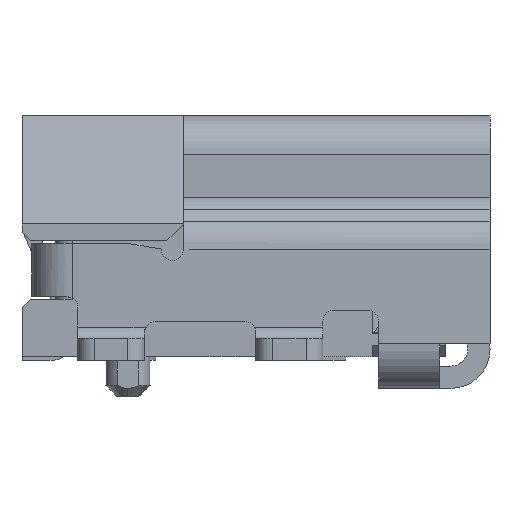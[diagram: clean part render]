
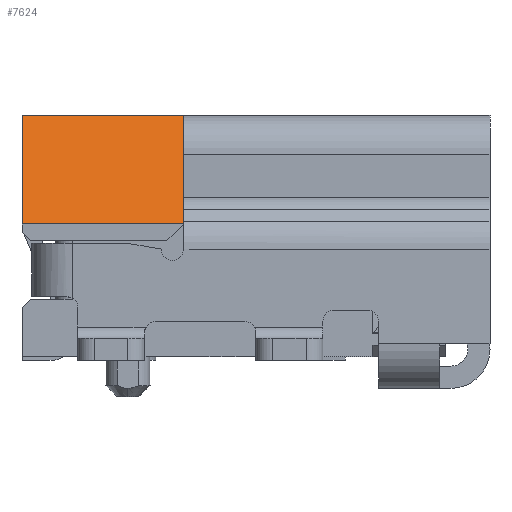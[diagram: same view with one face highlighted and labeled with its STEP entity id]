
A CAD part, left-side view. The second image highlights one B-rep face of the part: STEP entity #7624.
In plain terms, the highlighted planar face has unit normal (-0.937, 0, 0.348).
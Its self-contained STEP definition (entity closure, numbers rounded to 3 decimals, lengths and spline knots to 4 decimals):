
#200 = PLANE('',#201);
#201 = AXIS2_PLACEMENT_3D('',#202,#203,#204);
#202 = CARTESIAN_POINT('',(-4.6215,-1.0061,4.45));
#203 = DIRECTION('',(0.,0.,1.));
#204 = DIRECTION('',(0.,1.,0.));
#744 = PLANE('',#745);
#745 = AXIS2_PLACEMENT_3D('',#746,#747,#748);
#746 = CARTESIAN_POINT('',(-4.6215,1.8939,4.45));
#747 = DIRECTION('',(0.,1.,0.));
#748 = DIRECTION('',(0.,0.,-1.));
#3456 = EDGE_CURVE('',#3457,#3459,#3461,.T.);
#3457 = VERTEX_POINT('',#3458);
#3458 = CARTESIAN_POINT('',(-3.1265,1.8939,4.45));
#3459 = VERTEX_POINT('',#3460);
#3460 = CARTESIAN_POINT('',(-3.8515,1.8939,2.5));
#3461 = SURFACE_CURVE('',#3462,(#3466,#3473),.PCURVE_S1.);
#3462 = LINE('',#3463,#3464);
#3463 = CARTESIAN_POINT('',(-4.7364,1.8939,0.12));
#3464 = VECTOR('',#3465,1.);
#3465 = DIRECTION('',(-0.348,0.,
    -0.937));
#3466 = PCURVE('',#744,#3467);
#3467 = DEFINITIONAL_REPRESENTATION('',(#3468),#3472);
#3468 = LINE('',#3469,#3470);
#3469 = CARTESIAN_POINT('',(4.33,0.115));
#3470 = VECTOR('',#3471,1.);
#3471 = DIRECTION('',(0.937,0.348));
#3472 = ( GEOMETRIC_REPRESENTATION_CONTEXT(2) 
PARAMETRIC_REPRESENTATION_CONTEXT() REPRESENTATION_CONTEXT('2D SPACE',''
  ) );
#3473 = PCURVE('',#3474,#3479);
#3474 = PLANE('',#3475);
#3475 = AXIS2_PLACEMENT_3D('',#3476,#3477,#3478);
#3476 = CARTESIAN_POINT('',(-3.1265,2.6539,4.45));
#3477 = DIRECTION('',(0.937,0.,-0.348
    ));
#3478 = DIRECTION('',(-0.348,0.,
    -0.937));
#3479 = DEFINITIONAL_REPRESENTATION('',(#3480),#3484);
#3480 = LINE('',#3481,#3482);
#3481 = CARTESIAN_POINT('',(4.62,-0.76));
#3482 = VECTOR('',#3483,1.);
#3483 = DIRECTION('',(1.,0.));
#3484 = ( GEOMETRIC_REPRESENTATION_CONTEXT(2) 
PARAMETRIC_REPRESENTATION_CONTEXT() REPRESENTATION_CONTEXT('2D SPACE',''
  ) );
#3545 = PLANE('',#3546);
#3546 = AXIS2_PLACEMENT_3D('',#3547,#3548,#3549);
#3547 = CARTESIAN_POINT('',(-3.8515,-1.0061,0.12));
#3548 = DIRECTION('',(-1.,-0.,0.));
#3549 = DIRECTION('',(0.,1.,0.));
#3993 = VERTEX_POINT('',#3994);
#3994 = CARTESIAN_POINT('',(-3.8515,-1.0061,2.5));
#4020 = EDGE_CURVE('',#3459,#3993,#4021,.T.);
#4021 = SURFACE_CURVE('',#4022,(#4026,#4033),.PCURVE_S1.);
#4022 = LINE('',#4023,#4024);
#4023 = CARTESIAN_POINT('',(-3.8515,-1.161,2.5));
#4024 = VECTOR('',#4025,1.);
#4025 = DIRECTION('',(0.,-1.,0.));
#4026 = PCURVE('',#3545,#4027);
#4027 = DEFINITIONAL_REPRESENTATION('',(#4028),#4032);
#4028 = LINE('',#4029,#4030);
#4029 = CARTESIAN_POINT('',(-0.155,-2.38));
#4030 = VECTOR('',#4031,1.);
#4031 = DIRECTION('',(-1.,0.));
#4032 = ( GEOMETRIC_REPRESENTATION_CONTEXT(2) 
PARAMETRIC_REPRESENTATION_CONTEXT() REPRESENTATION_CONTEXT('2D SPACE',''
  ) );
#4033 = PCURVE('',#3474,#4034);
#4034 = DEFINITIONAL_REPRESENTATION('',(#4035),#4039);
#4035 = LINE('',#4036,#4037);
#4036 = CARTESIAN_POINT('',(2.08,-3.815));
#4037 = VECTOR('',#4038,1.);
#4038 = DIRECTION('',(0.,-1.));
#4039 = ( GEOMETRIC_REPRESENTATION_CONTEXT(2) 
PARAMETRIC_REPRESENTATION_CONTEXT() REPRESENTATION_CONTEXT('2D SPACE',''
  ) );
#6467 = EDGE_CURVE('',#6468,#3457,#6470,.T.);
#6468 = VERTEX_POINT('',#6469);
#6469 = CARTESIAN_POINT('',(-3.1265,-1.0061,4.45));
#6470 = SURFACE_CURVE('',#6471,(#6475,#6482),.PCURVE_S1.);
#6471 = LINE('',#6472,#6473);
#6472 = CARTESIAN_POINT('',(-3.1265,-1.161,4.45));
#6473 = VECTOR('',#6474,1.);
#6474 = DIRECTION('',(0.,1.,0.));
#6475 = PCURVE('',#200,#6476);
#6476 = DEFINITIONAL_REPRESENTATION('',(#6477),#6481);
#6477 = LINE('',#6478,#6479);
#6478 = CARTESIAN_POINT('',(-0.155,-1.495));
#6479 = VECTOR('',#6480,1.);
#6480 = DIRECTION('',(1.,0.));
#6481 = ( GEOMETRIC_REPRESENTATION_CONTEXT(2) 
PARAMETRIC_REPRESENTATION_CONTEXT() REPRESENTATION_CONTEXT('2D SPACE',''
  ) );
#6482 = PCURVE('',#3474,#6483);
#6483 = DEFINITIONAL_REPRESENTATION('',(#6484),#6488);
#6484 = LINE('',#6485,#6486);
#6485 = CARTESIAN_POINT('',(0.,-3.815));
#6486 = VECTOR('',#6487,1.);
#6487 = DIRECTION('',(0.,1.));
#6488 = ( GEOMETRIC_REPRESENTATION_CONTEXT(2) 
PARAMETRIC_REPRESENTATION_CONTEXT() REPRESENTATION_CONTEXT('2D SPACE',''
  ) );
#6506 = PLANE('',#6507);
#6507 = AXIS2_PLACEMENT_3D('',#6508,#6509,#6510);
#6508 = CARTESIAN_POINT('',(-4.6215,-1.0061,0.95));
#6509 = DIRECTION('',(0.,-1.,0.));
#6510 = DIRECTION('',(0.,0.,1.));
#7624 = ADVANCED_FACE('',(#7625),#3474,.F.);
#7625 = FACE_BOUND('',#7626,.T.);
#7626 = EDGE_LOOP('',(#7627,#7628,#7629,#7650));
#7627 = ORIENTED_EDGE('',*,*,#3456,.T.);
#7628 = ORIENTED_EDGE('',*,*,#4020,.T.);
#7629 = ORIENTED_EDGE('',*,*,#7630,.T.);
#7630 = EDGE_CURVE('',#3993,#6468,#7631,.T.);
#7631 = SURFACE_CURVE('',#7632,(#7636,#7643),.PCURVE_S1.);
#7632 = LINE('',#7633,#7634);
#7633 = CARTESIAN_POINT('',(-4.7364,-1.0061,0.12));
#7634 = VECTOR('',#7635,1.);
#7635 = DIRECTION('',(0.348,0.,0.937)
  );
#7636 = PCURVE('',#3474,#7637);
#7637 = DEFINITIONAL_REPRESENTATION('',(#7638),#7642);
#7638 = LINE('',#7639,#7640);
#7639 = CARTESIAN_POINT('',(4.62,-3.66));
#7640 = VECTOR('',#7641,1.);
#7641 = DIRECTION('',(-1.,-0.));
#7642 = ( GEOMETRIC_REPRESENTATION_CONTEXT(2) 
PARAMETRIC_REPRESENTATION_CONTEXT() REPRESENTATION_CONTEXT('2D SPACE',''
  ) );
#7643 = PCURVE('',#6506,#7644);
#7644 = DEFINITIONAL_REPRESENTATION('',(#7645),#7649);
#7645 = LINE('',#7646,#7647);
#7646 = CARTESIAN_POINT('',(-0.83,0.115));
#7647 = VECTOR('',#7648,1.);
#7648 = DIRECTION('',(0.937,-0.348));
#7649 = ( GEOMETRIC_REPRESENTATION_CONTEXT(2) 
PARAMETRIC_REPRESENTATION_CONTEXT() REPRESENTATION_CONTEXT('2D SPACE',''
  ) );
#7650 = ORIENTED_EDGE('',*,*,#6467,.T.);
